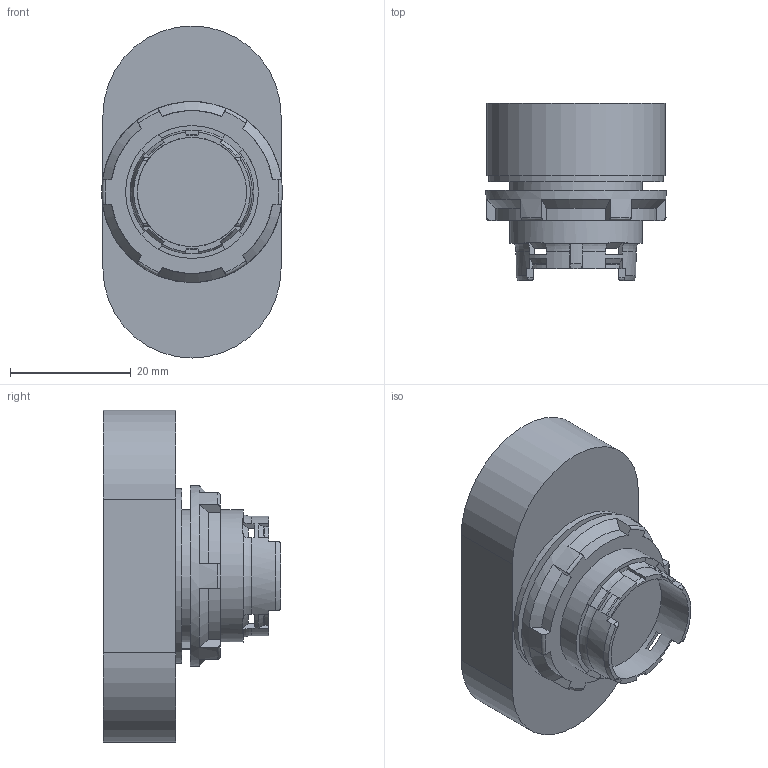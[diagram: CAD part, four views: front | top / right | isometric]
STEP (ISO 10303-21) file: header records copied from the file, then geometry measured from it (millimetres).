
FILE_DESCRIPTION(/* description */ ('STEP AP242','CAx-IF Rec.Pracs.---Representation and Presentation of Product Manufacturing Information (PMI)---4.0---2014-10-13','CAx-IF Rec.Pracs.---3D Tessellated Geometry---0.4---2014-09-14','2;1'),/* implementation_level */ '2;1');
FILE_NAME(/* name */ 'ECX 4151',/* time_stamp */ '2025-09-19T16:02:01+02:00',/* author */ ('License CC BY-ND 4.0'),/* organization */ ('CADENAS'),/* preprocessor_version */ 'ST-DEVELOPER v19.3',/* originating_system */ 'PARTsolutions',/* authorisation */ ' ');
FILE_SCHEMA (('AP242_MANAGED_MODEL_BASED_3D_ENGINEERING_MIM_LF { 1 0 10303 442 1 1 4 }'));
Length unit declared in the file: millimetre
Products named in the file (3): ECX 4151; ECX 4151_button; PL2727PI
Assembly tree (2 placements, depth 2):
  ECX 4151
    ECX 4151_button
    PL2727PI
Bounding box: 29.99 x 29.4 x 55 mm (x, y, z)
Volume: 21845.3 mm3; surface area: 7539 mm2
Topology: 1 solids, 2 shells, 185 faces, 524 edges, 345 vertices
Faces by surface type: plane 106, cylinder 37, cone 28, torus 14
Full cylindrical faces by diameter (mm): 18.1 x1, 20.6 x1, 22 x1, 29 x1
Entity records: 6866 total; most frequent: CARTESIAN_POINT 1256, ORIENTED_EDGE 1014, DIRECTION 1000, EDGE_CURVE 507, AXIS2_PLACEMENT_3D 377, VERTEX_POINT 337, LINE 246, VECTOR 246
